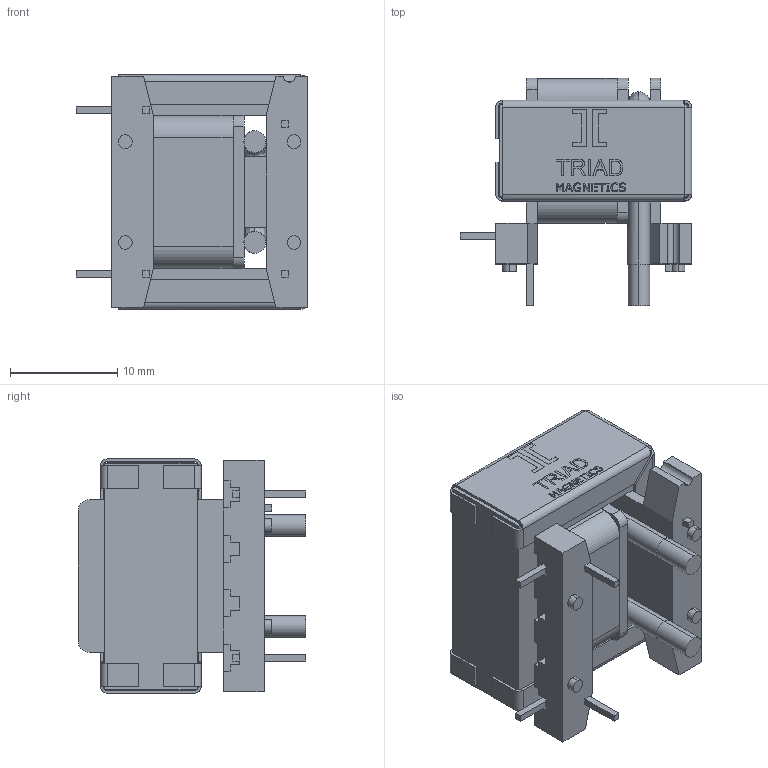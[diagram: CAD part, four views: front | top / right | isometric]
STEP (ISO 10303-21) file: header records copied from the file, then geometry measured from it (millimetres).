
FILE_DESCRIPTION (( 'STEP AP214' ), '1' );
FILE_NAME ('Triad Magnetics-CSE187L.STEP', '2018-12-27T22:08:47', ( '' ), ( '' ), 'SwSTEP 2.0', 'SolidWorks 2018', '' );
FILE_SCHEMA (( 'AUTOMOTIVE_DESIGN' ));
Length unit declared in the file: inch
Products named in the file (1): Triad Magnetics-CSE187L
Bounding box: 21.59 x 21.21 x 21.85 mm (x, y, z)
Volume: 4664.1 mm3; surface area: 4856.6 mm2
Topology: 2 solids, 2 shells, 511 faces, 1345 edges, 866 vertices
Faces by surface type: plane 382, bspline 74, cylinder 55
Entity records: 24693 total; most frequent: CARTESIAN_POINT 5817, ORIENTED_EDGE 2690, DIRECTION 2195, EDGE_CURVE 1345, VECTOR 1099, LINE 1099, VERTEX_POINT 866, AXIS2_PLACEMENT_3D 548
